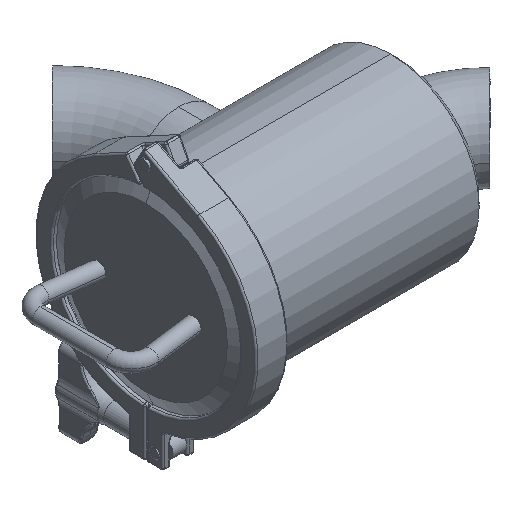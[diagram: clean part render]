
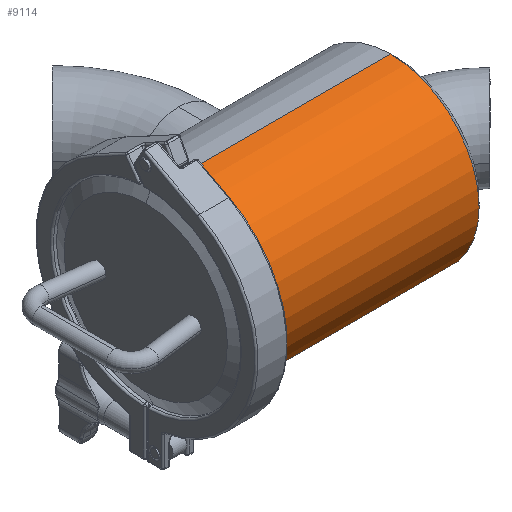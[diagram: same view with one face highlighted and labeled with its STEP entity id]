
A CAD part, isometric view. The second image highlights one B-rep face of the part: STEP entity #9114.
In plain terms, the highlighted cylindrical face has radius 51.5 mm (diameter 103 mm), a partial arc.
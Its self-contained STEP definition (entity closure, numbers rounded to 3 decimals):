
#769 = VERTEX_POINT ( 'NONE', #12455 ) ;
#1517 = EDGE_LOOP ( 'NONE', ( #4138, #6242, #2805, #5413 ) ) ;
#1736 = VERTEX_POINT ( 'NONE', #13166 ) ;
#1829 = CARTESIAN_POINT ( 'NONE',  ( -139.192, 0., 0. ) ) ;
#2176 = VECTOR ( 'NONE', #13836, 1000. ) ;
#2693 = CARTESIAN_POINT ( 'NONE',  ( -139.192, 0., 51.5 ) ) ;
#2805 = ORIENTED_EDGE ( 'NONE', *, *, #4699, .T. ) ;
#2842 = CARTESIAN_POINT ( 'NONE',  ( -130.995, 0., 0. ) ) ;
#4138 = ORIENTED_EDGE ( 'NONE', *, *, #8314, .F. ) ;
#4320 = CARTESIAN_POINT ( 'NONE',  ( -130.995, 0., -51.5 ) ) ;
#4375 = CARTESIAN_POINT ( 'NONE',  ( -139.192, 0., -51.5 ) ) ;
#4547 = EDGE_CURVE ( 'NONE', #769, #1736, #10635, .T. ) ;
#4625 = DIRECTION ( 'NONE',  ( 0., 0., 1. ) ) ;
#4699 = EDGE_CURVE ( 'NONE', #1736, #13187, #6504, .T. ) ;
#5354 = AXIS2_PLACEMENT_3D ( 'NONE', #13347, #11162, #4625 ) ;
#5413 = ORIENTED_EDGE ( 'NONE', *, *, #6276, .F. ) ;
#6242 = ORIENTED_EDGE ( 'NONE', *, *, #4547, .T. ) ;
#6276 = EDGE_CURVE ( 'NONE', #7885, #13187, #15346, .T. ) ;
#6504 = LINE ( 'NONE', #2693, #2176 ) ;
#7885 = VERTEX_POINT ( 'NONE', #4320 ) ;
#7898 = DIRECTION ( 'NONE',  ( 0., 0., 1. ) ) ;
#8314 = EDGE_CURVE ( 'NONE', #769, #7885, #11911, .T. ) ;
#9114 = ADVANCED_FACE ( 'NONE', ( #10704 ), #9550, .T. ) ;
#9550 = CYLINDRICAL_SURFACE ( 'NONE', #9931, 51.5 ) ;
#9836 = VECTOR ( 'NONE', #12920, 1000. ) ;
#9931 = AXIS2_PLACEMENT_3D ( 'NONE', #1829, #14710, #11038 ) ;
#10199 = CARTESIAN_POINT ( 'NONE',  ( -130.995, 0., 51.5 ) ) ;
#10635 = CIRCLE ( 'NONE', #5354, 51.5 ) ;
#10704 = FACE_OUTER_BOUND ( 'NONE', #1517, .T. ) ;
#11038 = DIRECTION ( 'NONE',  ( 0., 0., 1. ) ) ;
#11162 = DIRECTION ( 'NONE',  ( -1., 0., 0. ) ) ;
#11911 = LINE ( 'NONE', #4375, #9836 ) ;
#12455 = CARTESIAN_POINT ( 'NONE',  ( -7.34, 0., -51.5 ) ) ;
#12883 = DIRECTION ( 'NONE',  ( -1., 0., 0. ) ) ;
#12920 = DIRECTION ( 'NONE',  ( -1., 0., 0. ) ) ;
#13166 = CARTESIAN_POINT ( 'NONE',  ( -7.34, 0., 51.5 ) ) ;
#13187 = VERTEX_POINT ( 'NONE', #10199 ) ;
#13347 = CARTESIAN_POINT ( 'NONE',  ( -7.34, 0., 0. ) ) ;
#13836 = DIRECTION ( 'NONE',  ( -1., 0., 0. ) ) ;
#14564 = AXIS2_PLACEMENT_3D ( 'NONE', #2842, #12883, #7898 ) ;
#14710 = DIRECTION ( 'NONE',  ( -1., 0., 0. ) ) ;
#15346 = CIRCLE ( 'NONE', #14564, 51.5 ) ;
